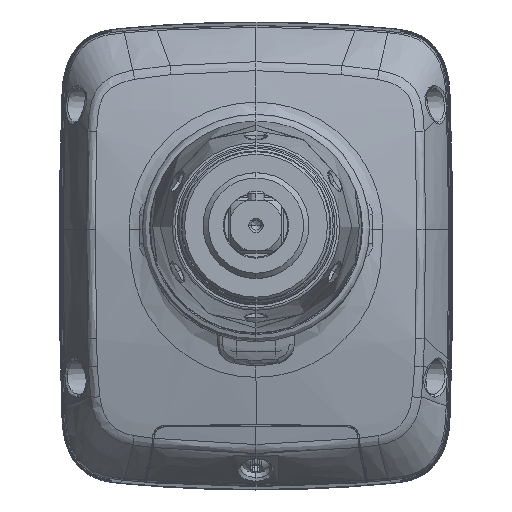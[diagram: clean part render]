
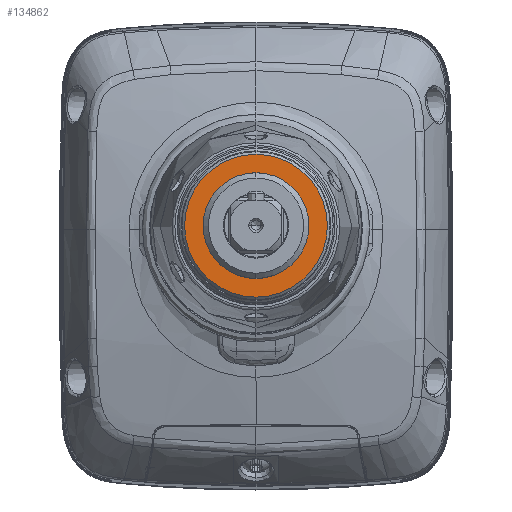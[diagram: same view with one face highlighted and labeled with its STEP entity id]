
A CAD part, top view. The second image highlights one B-rep face of the part: STEP entity #134862.
In plain terms, the highlighted planar face has unit normal (0, 0, 1).
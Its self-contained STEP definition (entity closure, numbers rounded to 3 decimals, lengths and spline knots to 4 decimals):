
#24819=CARTESIAN_POINT('',(0.,0.,8.1575));
#24820=DIRECTION('',(0.,0.,1.));
#24821=DIRECTION('',(0.,1.,0.));
#24822=AXIS2_PLACEMENT_3D('',#24819,#24820,#24821);
#24837=CARTESIAN_POINT('',(0.,0.,8.1575));
#24838=DIRECTION('',(0.,0.,-1.));
#24839=DIRECTION('',(0.,1.,0.));
#24840=AXIS2_PLACEMENT_3D('',#24837,#24838,#24839);
#24842=CARTESIAN_POINT('',(0.,0.,8.1575));
#24843=DIRECTION('',(0.,0.,-1.));
#24844=DIRECTION('',(0.,-1.,0.));
#24845=AXIS2_PLACEMENT_3D('',#24842,#24843,#24844);
#24847=CARTESIAN_POINT('',(0.,0.,8.1575));
#24848=DIRECTION('',(0.,0.,-1.));
#24849=DIRECTION('',(0.,1.,0.));
#24850=AXIS2_PLACEMENT_3D('',#24847,#24848,#24849);
#80899=CARTESIAN_POINT('',(0.,0.5315,8.1575));
#80900=CARTESIAN_POINT('',(0.,-0.5315,8.1575));
#80901=VERTEX_POINT('',#80899);
#80902=VERTEX_POINT('',#80900);
#80971=CARTESIAN_POINT('',(0.,0.3543,8.1575));
#80972=CARTESIAN_POINT('',(0.,-0.3543,8.1575));
#80973=VERTEX_POINT('',#80971);
#80974=VERTEX_POINT('',#80972);
#134846=CARTESIAN_POINT('',(0.,0.,8.1575));
#134847=DIRECTION('',(0.,0.,-1.));
#134848=DIRECTION('',(0.,-1.,0.));
#134849=AXIS2_PLACEMENT_3D('',#134846,#134847,#134848);
#134850=PLANE('',#134849);
#134851=ORIENTED_EDGE('',*,*,#134836,.F.);
#134853=ORIENTED_EDGE('',*,*,#134852,.T.);
#134854=EDGE_LOOP('',(#134851,#134853));
#134855=FACE_OUTER_BOUND('',#134854,.F.);
#134857=ORIENTED_EDGE('',*,*,#134856,.F.);
#134859=ORIENTED_EDGE('',*,*,#134858,.F.);
#134860=EDGE_LOOP('',(#134857,#134859));
#134861=FACE_BOUND('',#134860,.F.);
#134862=ADVANCED_FACE('',(#134855,#134861),#134850,.F.);
#24823=CIRCLE('',#24822,0.5315);
#24841=CIRCLE('',#24840,0.3543);
#24846=CIRCLE('',#24845,0.3543);
#24851=CIRCLE('',#24850,0.5315);
#134836=EDGE_CURVE('',#80901,#80902,#24823,.T.);
#134852=EDGE_CURVE('',#80901,#80902,#24851,.T.);
#134856=EDGE_CURVE('',#80973,#80974,#24841,.T.);
#134858=EDGE_CURVE('',#80974,#80973,#24846,.T.);
